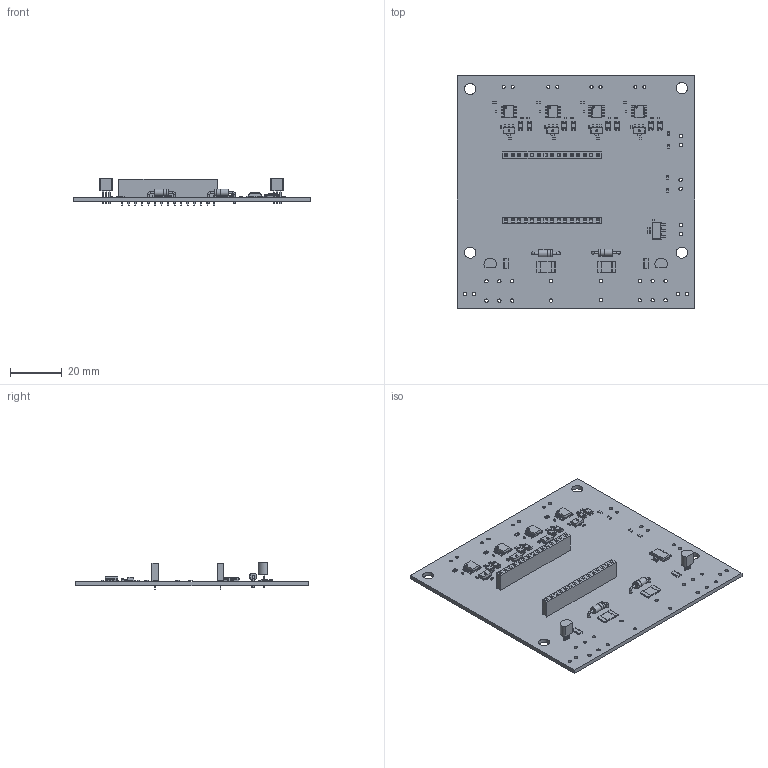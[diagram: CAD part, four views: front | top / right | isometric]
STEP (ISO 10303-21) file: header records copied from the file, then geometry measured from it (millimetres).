
FILE_DESCRIPTION(('KiCad electronic assembly'),'2;1');
FILE_NAME('JAS Warhead PCB.step','2024-04-21T16:55:47',('Pcbnew'),( 'Kicad'),'Open CASCADE STEP processor 7.7','KiCad to STEP converter' ,'Unknown');
FILE_SCHEMA(('AUTOMOTIVE_DESIGN { 1 0 10303 214 1 1 1 1 }'));
Length unit declared in the file: millimetre
Products named in the file (28): JAS Warhead PCB 1; D_1206_3216Metric; D_1206; C_0402_1005Metric; PinSocket_1x15_P2.54mm_Vertical; PinSocket_1x15_P254mm_Vertical; R_0402_1005Metric; SOT-223; SOT_223; L_0402_1005Metric; R_0603_1608Metric; SOT-89-3; CQ assembly; R_0815_2038Metric; TO-92_Inline; TO-92_Inline_Narrow; SOIC-8_3.9x4.9mm_P1.27mm; SOIC_8_39x49mm_P127mm; R_2816_7142Metric; D_DO-41_SOD81_P10.16mm_Horizontal; JAS Warhead PCB_PCB
Assembly tree (74 placements, depth 3):
  JAS Warhead PCB 1
    D_1206_3216Metric  x8
      D_1206
    C_0402_1005Metric  x13
      C_0402_1005Metric
    PinSocket_1x15_P2.54mm_Vertical  x2
      PinSocket_1x15_P254mm_Vertical
    R_0402_1005Metric  x8
      R_0402_1005Metric
    SOT-223
      SOT_223
    L_0402_1005Metric  x8
      L_0402_1005Metric
    R_0603_1608Metric  x4
      R_0603_1608Metric
    SOT-89-3  x4
      CQ assembly
    R_0815_2038Metric  x2
      R_0815_2038Metric
    TO-92_Inline  x2
      TO-92_Inline_Narrow
    SOIC-8_3.9x4.9mm_P1.27mm  x4
      SOIC_8_39x49mm_P127mm
    R_2816_7142Metric  x2
      R_2816_7142Metric
    D_DO-41_SOD81_P10.16mm_Horizontal  x2
      D_DO-41_SOD81_P10.16mm_Horizontal
    JAS Warhead PCB_PCB
Bounding box: 92 x 89.95 x 10.4 mm (x, y, z)
Volume: 14848.9 mm3; surface area: 21076.9 mm2
Topology: 77 solids, 77 shells, 3288 faces, 8456 edges, 5484 vertices
Faces by surface type: plane 2402, cylinder 738, bspline 144, torus 4
Full cylindrical faces by diameter (mm): 0.6 x4, 0.7 x4, 0.75 x6, 0.8 x8, 1 x30, 1.1 x4, 1.2 x8, 1.3 x26, 2.7 x4, 2.72 x2, 4.3 x4
Entity records: 39744 total; most frequent: CARTESIAN_POINT 5920, ORIENTED_EDGE 5502, DIRECTION 5291, EDGE_CURVE 2751, LINE 2289, VECTOR 2289, VERTEX_POINT 1778, AXIS2_PLACEMENT_3D 1501
